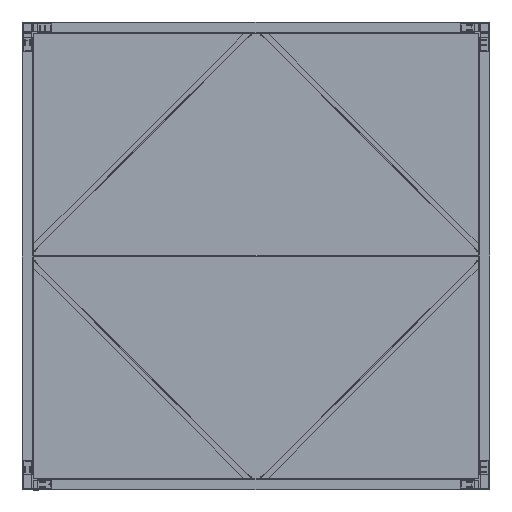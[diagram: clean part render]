
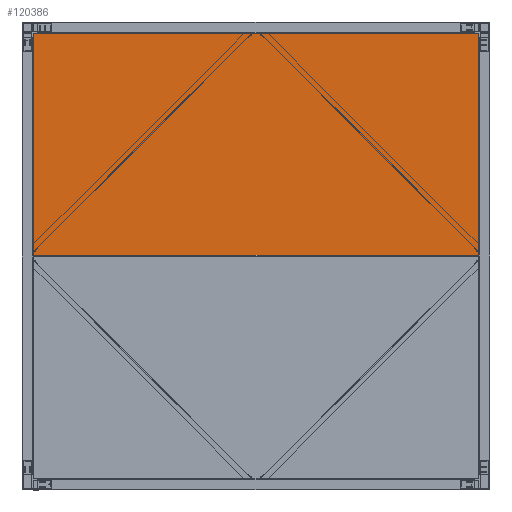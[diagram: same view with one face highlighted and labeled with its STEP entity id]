
A CAD part, left-side view. The second image highlights one B-rep face of the part: STEP entity #120386.
In plain terms, the highlighted planar face has unit normal (-1, 0, 0).
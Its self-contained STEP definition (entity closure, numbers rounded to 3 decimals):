
#2187 = CARTESIAN_POINT ( 'NONE',  ( -296.13, -1002.898, 2060. ) ) ;
#2995 = ORIENTED_EDGE ( 'NONE', *, *, #51434, .F. ) ;
#10692 = AXIS2_PLACEMENT_3D ( 'NONE', #2187, #75497, #16105 ) ;
#11017 = LINE ( 'NONE', #72360, #69878 ) ;
#16105 = DIRECTION ( 'NONE',  ( 0., 0., -1. ) ) ;
#25783 = DIRECTION ( 'NONE',  ( 0., 0., 1. ) ) ;
#27772 = CARTESIAN_POINT ( 'NONE',  ( -296.13, -1000.662, 3037.859 ) ) ;
#28547 = CARTESIAN_POINT ( 'NONE',  ( -296.13, -1000.662, 2062.237 ) ) ;
#32114 = EDGE_CURVE ( 'NONE', #52166, #36920, #45810, .T. ) ;
#33158 = LINE ( 'NONE', #85133, #43737 ) ;
#33994 = ORIENTED_EDGE ( 'NONE', *, *, #32114, .F. ) ;
#34564 = EDGE_LOOP ( 'NONE', ( #62889, #2995, #33994, #112818 ) ) ;
#36920 = VERTEX_POINT ( 'NONE', #42018 ) ;
#42018 = CARTESIAN_POINT ( 'NONE',  ( -296.13, 953.865, 3037.263 ) ) ;
#43737 = VECTOR ( 'NONE', #114490, 1000. ) ;
#43870 = EDGE_CURVE ( 'NONE', #104879, #119330, #106506, .T. ) ;
#45810 = LINE ( 'NONE', #48437, #88869 ) ;
#48372 = EDGE_CURVE ( 'NONE', #119330, #52166, #33158, .T. ) ;
#48437 = CARTESIAN_POINT ( 'NONE',  ( -296.13, 953.865, 2061.641 ) ) ;
#51434 = EDGE_CURVE ( 'NONE', #36920, #104879, #11017, .T. ) ;
#52166 = VERTEX_POINT ( 'NONE', #106545 ) ;
#52877 = FACE_OUTER_BOUND ( 'NONE', #34564, .T. ) ;
#60054 = VECTOR ( 'NONE', #87150, 1000. ) ;
#62889 = ORIENTED_EDGE ( 'NONE', *, *, #43870, .F. ) ;
#63022 = DIRECTION ( 'NONE',  ( 0., -1., 0. ) ) ;
#69878 = VECTOR ( 'NONE', #63022, 1000. ) ;
#72360 = CARTESIAN_POINT ( 'NONE',  ( -296.13, 954.46, 3037.263 ) ) ;
#75497 = DIRECTION ( 'NONE',  ( 1., 0., 0. ) ) ;
#85133 = CARTESIAN_POINT ( 'NONE',  ( -296.13, -1001.257, 2062.237 ) ) ;
#87150 = DIRECTION ( 'NONE',  ( 0., 0., -1. ) ) ;
#88869 = VECTOR ( 'NONE', #25783, 1000. ) ;
#93515 = PLANE ( 'NONE',  #10692 ) ;
#95359 = CARTESIAN_POINT ( 'NONE',  ( -296.13, -1000.662, 3037.263 ) ) ;
#104879 = VERTEX_POINT ( 'NONE', #95359 ) ;
#106506 = LINE ( 'NONE', #27772, #60054 ) ;
#106545 = CARTESIAN_POINT ( 'NONE',  ( -296.13, 953.865, 2062.237 ) ) ;
#112818 = ORIENTED_EDGE ( 'NONE', *, *, #48372, .F. ) ;
#114490 = DIRECTION ( 'NONE',  ( 0., 1., 0. ) ) ;
#119330 = VERTEX_POINT ( 'NONE', #28547 ) ;
#120386 = ADVANCED_FACE ( 'NONE', ( #52877 ), #93515, .F. ) ;
